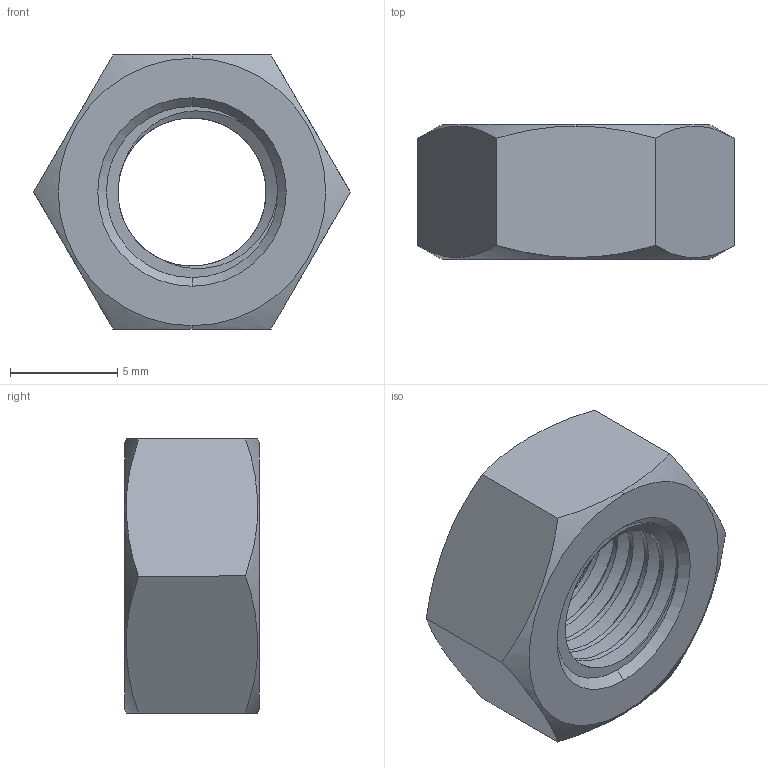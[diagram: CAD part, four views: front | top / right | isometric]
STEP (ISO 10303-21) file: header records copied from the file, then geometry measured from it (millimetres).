
FILE_DESCRIPTION (( 'STEP AP203' ), '1' );
FILE_NAME ('M8 Hex nut.STEP', '2020-12-15T14:36:03', ( '' ), ( '' ), 'SwSTEP 2.0', 'SolidWorks 2019', '' );
FILE_SCHEMA (( 'CONFIG_CONTROL_DESIGN' ));
Length unit declared in the file: millimetre
Products named in the file (1): M8 Hex nut
Bounding box: 14.78 x 6.3 x 12.8 mm (x, y, z)
Volume: 605.8 mm3; surface area: 676.9 mm2
Topology: 1 solids, 1 shells, 82 faces, 215 edges, 142 vertices
Faces by surface type: plane 42, bspline 20, cylinder 12, torus 4, cone 4
Entity records: 5263 total; most frequent: CARTESIAN_POINT 3388, ORIENTED_EDGE 430, DIRECTION 279, EDGE_CURVE 215, VERTEX_POINT 142, VECTOR 113, LINE 113, EDGE_LOOP 91
